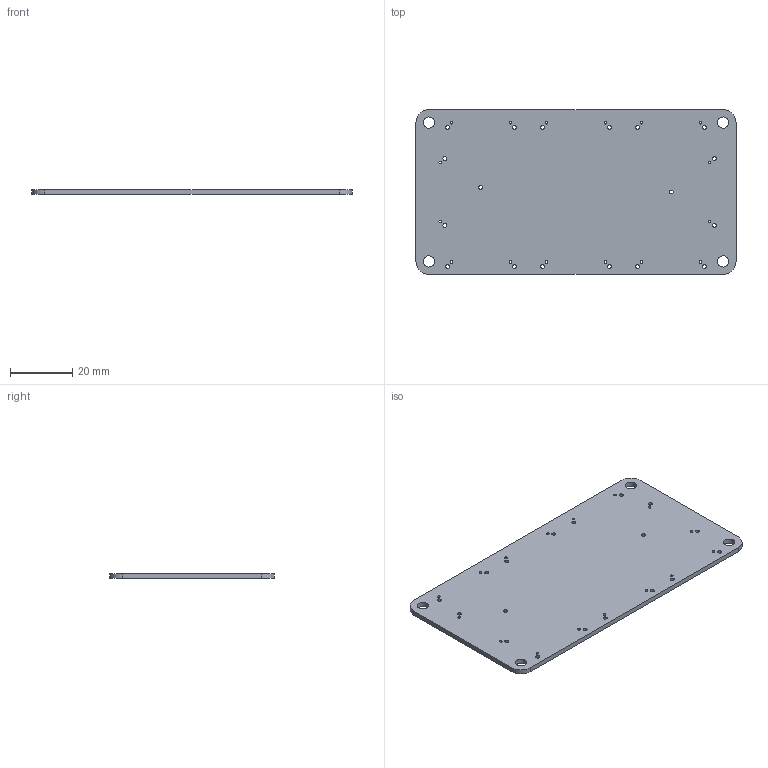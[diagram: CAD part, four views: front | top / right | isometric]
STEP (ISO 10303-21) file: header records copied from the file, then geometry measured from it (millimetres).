
FILE_DESCRIPTION(('KiCad electronic assembly'),'2;1');
FILE_NAME('ConcentratorBoardOctagon.step','2025-02-24T13:26:22',( 'Pcbnew'),('Kicad'),'Open CASCADE STEP processor 7.7', 'KiCad to STEP converter','Unknown');
FILE_SCHEMA(('AUTOMOTIVE_DESIGN { 1 0 10303 214 1 1 1 1 }'));
Length unit declared in the file: millimetre
Products named in the file (2): ConcentratorBoardOctagon 1; ConcentratorBoardOctagon_PCB
Assembly tree (1 placements, depth 2):
  ConcentratorBoardOctagon 1
    ConcentratorBoardOctagon_PCB
Bounding box: 103 x 53 x 1.6 mm (x, y, z)
Volume: 8594.9 mm3; surface area: 11486.3 mm2
Topology: 1 solids, 1 shells, 48 faces, 138 edges, 92 vertices
Faces by surface type: cylinder 42, plane 6
Full cylindrical faces by diameter (mm): 0.84 x16, 1.27 x18, 3.6 x4
Entity records: 1815 total; most frequent: DIRECTION 322, CARTESIAN_POINT 280, ORIENTED_EDGE 276, EDGE_CURVE 138, AXIS2_PLACEMENT_3D 134, FACE_BOUND 124, EDGE_LOOP 124, VERTEX_POINT 92
